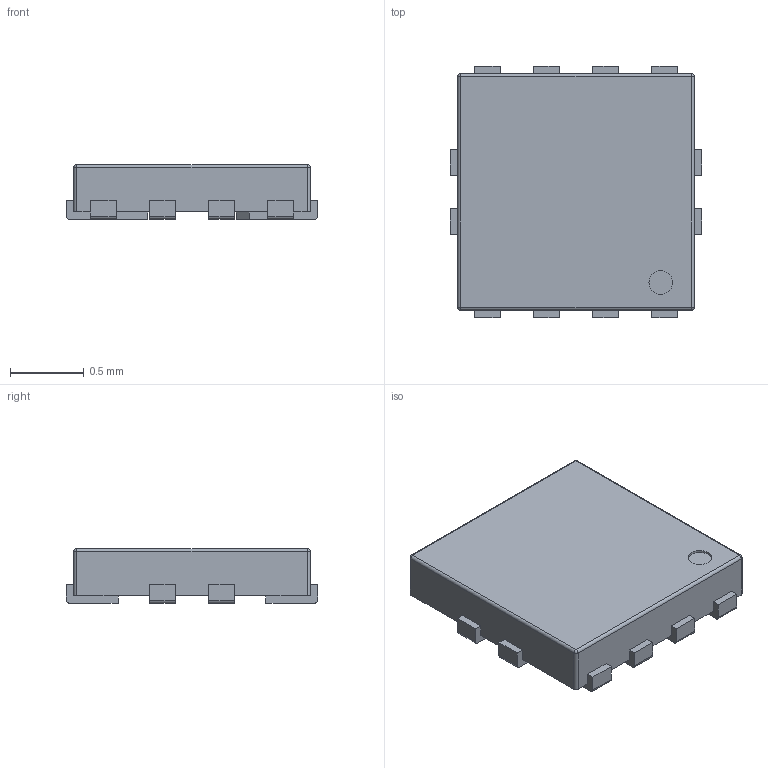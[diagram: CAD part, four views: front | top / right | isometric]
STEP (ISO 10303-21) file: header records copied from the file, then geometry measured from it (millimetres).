
FILE_DESCRIPTION(/* description */ ('Unknown'),/* implementation_level */ '2;1');
FILE_NAME(/* name */ 'FUSB303BTMX',/* time_stamp */ '2023-12-07T10:19:39+02:00',/* author */ ('Unknown'),/* organization */ ('Unknown'),/* preprocessor_version */ 'ST-DEVELOPER v18.102',/* originating_system */ 'Solid Edge',/* authorisation */ 'Unknown');
FILE_SCHEMA (('AUTOMOTIVE_DESIGN {1 0 10303 214 3 1 1}'));
Length unit declared in the file: millimetre
Products named in the file (1): FUSB303BTMX
Bounding box: 1.7 x 1.7 x 0.37 mm (x, y, z)
Volume: 0.9 mm3; surface area: 8.1 mm2
Topology: 1 solids, 1 shells, 105 faces, 298 edges, 192 vertices
Faces by surface type: plane 80, cylinder 21, sphere 4
Full cylindrical faces by diameter (mm): 0.16 x1
Entity records: 4088 total; most frequent: CARTESIAN_POINT 591, ORIENTED_EDGE 586, DIRECTION 547, EDGE_CURVE 293, LINE 251, VECTOR 251, VERTEX_POINT 192, AXIS2_PLACEMENT_3D 148
